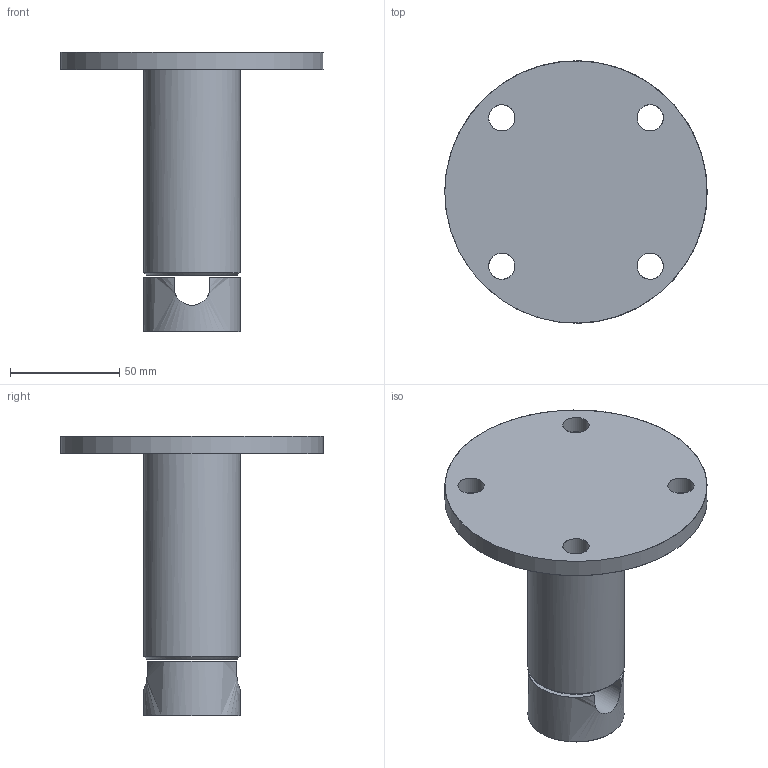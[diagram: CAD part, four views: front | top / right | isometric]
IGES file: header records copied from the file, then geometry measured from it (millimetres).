
Global section: file name: 106Hmotor stand 190.igs; preprocessor: Trout Lake IGES 012 Mar  6 2017; date: 170603.140858; units: millimetre
Bounding box: 120 x 120 x 128 mm (x, y, z)
Surface area: 48150.9 mm2 (no closed solid volume)
Topology: 0 solids, 0 shells, 23 faces, 186 edges, 171 vertices
Faces by surface type: bspline 23
